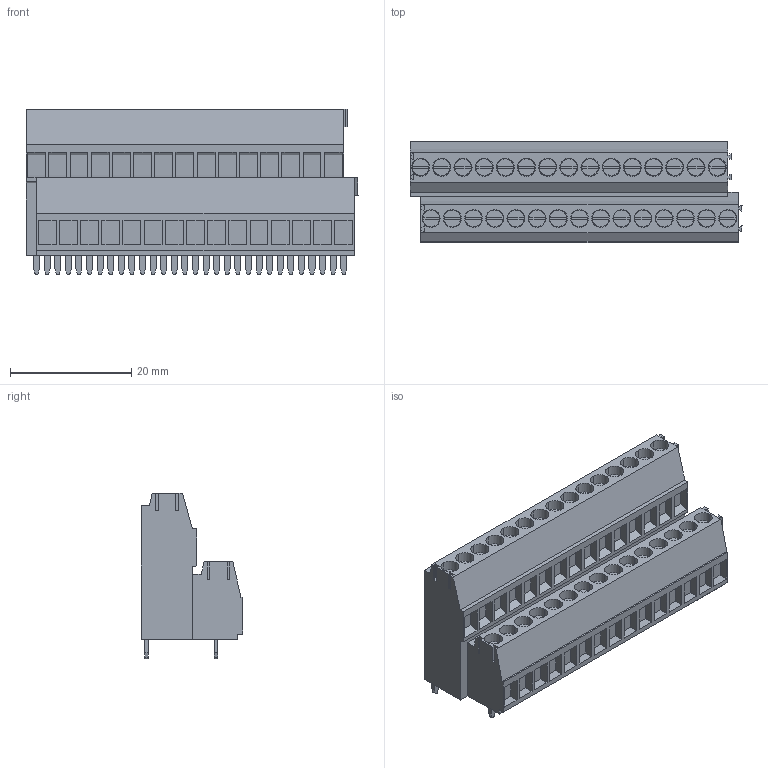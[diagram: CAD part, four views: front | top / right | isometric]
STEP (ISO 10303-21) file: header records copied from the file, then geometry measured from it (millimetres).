
FILE_DESCRIPTION(('CATIA V5 STEP Exchange','CAx-IF Rec.Pracs.--- Model Styling and Organization---1.4--- 2014-01-23'),'2;1');
FILE_NAME ('D1454730_1_1703830000_1703830000.stp','2023-03-16T07:49:59+00:00',('none'),('Weidmueller'),'CATIA Version 5-6 Release 2016 SP3 HF44','CATIA V5 STEP AP214','none');
FILE_SCHEMA(('AUTOMOTIVE_DESIGN { 1 0 10303 214 1 1 1 1 }'));
Length unit declared in the file: millimetre
Products named in the file (1): 1703830000
Bounding box: 54.85 x 16.75 x 27.3 mm (x, y, z)
Volume: 14404.2 mm3; surface area: 8050.8 mm2
Topology: 61 solids, 61 shells, 866 faces, 2010 edges, 1341 vertices
Faces by surface type: plane 686, cylinder 180
Entity records: 22090 total; most frequent: ORIENTED_EDGE 4020, CARTESIAN_POINT 3933, DIRECTION 2906, EDGE_CURVE 2010, VECTOR 1526, LINE 1526, VERTEX_POINT 1341, EDGE_LOOP 941
